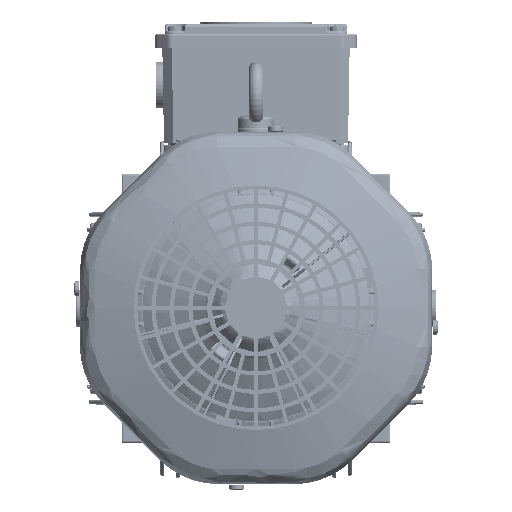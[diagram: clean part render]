
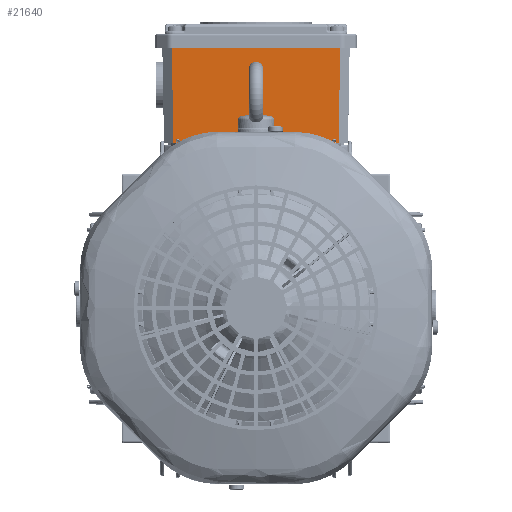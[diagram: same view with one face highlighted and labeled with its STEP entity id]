
A CAD part, top view. The second image highlights one B-rep face of the part: STEP entity #21640.
In plain terms, the highlighted planar face has unit normal (0, -0.018, 1).
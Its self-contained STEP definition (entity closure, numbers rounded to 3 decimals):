
#1580=PLANE('',#103398);
#9739=LINE('',#181099,#14858);
#9740=LINE('',#181101,#14859);
#9741=LINE('',#181103,#14860);
#9742=LINE('',#181105,#14861);
#14858=VECTOR('',#120138,1.);
#14859=VECTOR('',#120141,1.);
#14860=VECTOR('',#120142,1.);
#14861=VECTOR('',#120143,1.);
#21640=ADVANCED_FACE('',(#27212),#1580,.T.);
#27212=FACE_OUTER_BOUND('',#32754,.T.);
#32754=EDGE_LOOP('',(#61459,#61460,#61461,#61462));
#61459=ORIENTED_EDGE('',*,*,#90883,.T.);
#61460=ORIENTED_EDGE('',*,*,#90882,.F.);
#61461=ORIENTED_EDGE('',*,*,#90884,.F.);
#61462=ORIENTED_EDGE('',*,*,#90885,.T.);
#76241=VERTEX_POINT('',#181093);
#76244=VERTEX_POINT('',#181098);
#76245=VERTEX_POINT('',#181102);
#76246=VERTEX_POINT('',#181104);
#90882=EDGE_CURVE('',#76244,#76241,#9739,.T.);
#90883=EDGE_CURVE('',#76245,#76241,#9740,.T.);
#90884=EDGE_CURVE('',#76246,#76244,#9741,.T.);
#90885=EDGE_CURVE('',#76246,#76245,#9742,.T.);
#103398=AXIS2_PLACEMENT_3D('',#181106,#120144,#120145);
#120138=DIRECTION('',(-0.007,1.,0.017));
#120141=DIRECTION('',(-1.,0.,0.));
#120142=DIRECTION('',(-1.,0.,0.));
#120143=DIRECTION('',(0.007,1.,0.017));
#120144=DIRECTION('',(0.,-0.017,1.));
#120145=DIRECTION('',(0.,1.,0.017));
#181093=CARTESIAN_POINT('',(-45.548,142.,172.908));
#181098=CARTESIAN_POINT('',(-45.172,90.,172.));
#181099=CARTESIAN_POINT('',(-45.172,90.,172.));
#181101=CARTESIAN_POINT('',(52.,142.,172.908));
#181102=CARTESIAN_POINT('',(45.548,142.,172.908));
#181103=CARTESIAN_POINT('',(45.172,90.,172.));
#181104=CARTESIAN_POINT('',(45.172,90.,172.));
#181105=CARTESIAN_POINT('',(45.172,90.,172.));
#181106=CARTESIAN_POINT('',(45.172,90.,172.));
